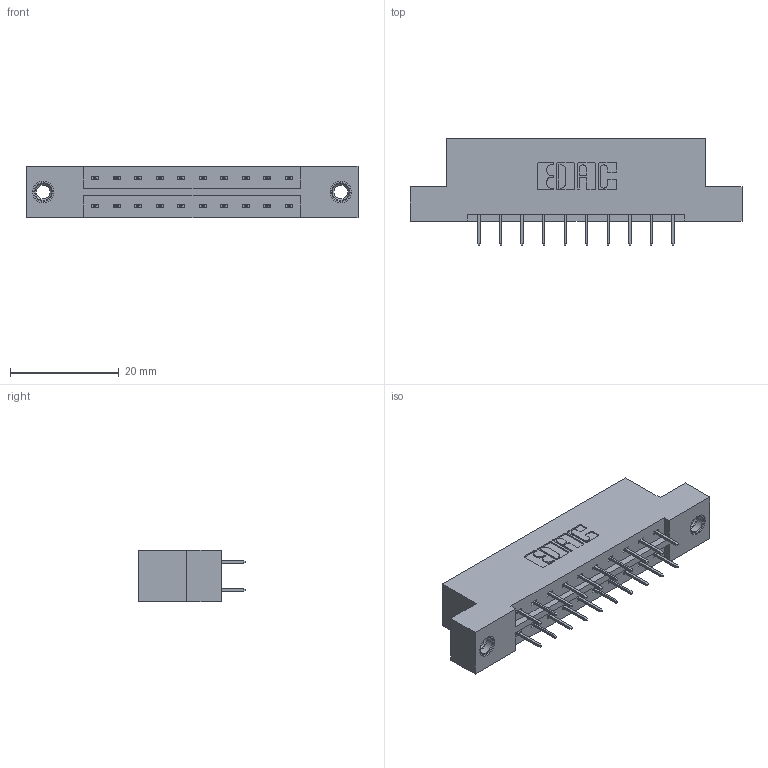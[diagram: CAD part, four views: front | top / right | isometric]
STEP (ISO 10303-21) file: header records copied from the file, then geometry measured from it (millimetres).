
FILE_DESCRIPTION (( 'STEP AP203' ), '1' );
FILE_NAME ('833-020-524-207.STEP', '2020-06-01T12:38:44', ( '' ), ( '' ), 'SwSTEP 2.0', 'SolidWorks 2020', '' );
FILE_SCHEMA (( 'CONFIG_CONTROL_DESIGN' ));
Length unit declared in the file: inch
Products named in the file (4): 345-292-001_345-293-124; 833 Part_Flush - .156 Dia - TI; 833-020-524-207; 345-250-001_345-250-005-103
Assembly tree (23 placements, depth 2):
  833-020-524-207
    833 Part_Flush - .156 Dia - TI
    345-292-001_345-293-124  x20
    345-250-001_345-250-005-103  x2
Bounding box: 61.16 x 19.69 x 9.4 mm (x, y, z)
Volume: 5901.4 mm3; surface area: 6576.3 mm2
Topology: 23 solids, 23 shells, 1294 faces, 3627 edges, 2330 vertices
Faces by surface type: plane 942, cylinder 336, cone 12, torus 4
Entity records: 11832 total; most frequent: CARTESIAN_POINT 1981, ORIENTED_EDGE 1910, DIRECTION 1781, EDGE_CURVE 955, VECTOR 811, LINE 811, VERTEX_POINT 628, AXIS2_PLACEMENT_3D 485
